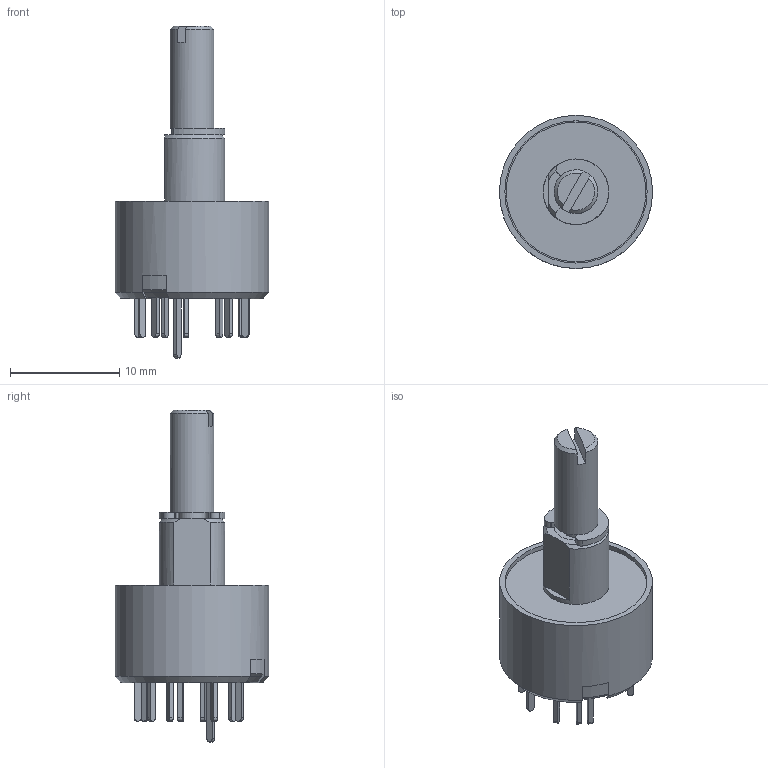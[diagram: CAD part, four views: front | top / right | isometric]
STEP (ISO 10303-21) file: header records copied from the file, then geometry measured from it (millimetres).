
FILE_DESCRIPTION (( 'STEP AP203' ), '1' );
FILE_NAME ('9ﾏ1ﾍ 23.STEP', '2020-01-16T00:46:32', ( '' ), ( '' ), 'SwSTEP 2.0', 'SolidWorks 2017', '' );
FILE_SCHEMA (( 'CONFIG_CONTROL_DESIGN' ));
Length unit declared in the file: millimetre
Products named in the file (20): ÌÏÍ3 10Ï âûâîä-oa7; 9ﾏ1ﾍ 23; ÔÈÌÄ-Ý.18.27 Óçåë ôèêñàöèè; ÌÏÍ3 Ïðóæèíêà Ô ïðÿìàÿ; ﾔﾈﾌﾄ-ﾝ.18.34 ﾂ琿_23; 扻錪犩 諘瀁謺鍷; ÌÏÍ3 10Ï îñíîâàíèå; ÌÏÍ3 ðîòîð 4Í; 扻豵鵨; �����_9�1�; 匀棠.754175.002 暑朦鲱 箫腩蝽栩咫铄; ÌÏÍ3 Êîíòàêò íà 180
Assembly tree (18 placements, depth 3):
  9ﾏ1ﾍ 23
    ÔÈÌÄ-Ý.18.27 Óçåë ôèêñàöèè
      扻豵鵨
      扻錪犩 諘瀁謺鍷
      匀棠.754175.002 暑朦鲱 箫腩蝽栩咫铄  x2
    �����_9�1�
      ÌÏÍ3 Êîíòàêò íà 180
      ÌÏÍ3 10Ï âûâîä-oa7
      ÌÏÍ3 10Ï îñíîâàíèå
      ÌÏÍ3 10Ï âûâîä-oa7
      ÌÏÍ3 10Ï âûâîä-oa7
      ÌÏÍ3 10Ï âûâîä-oa7
      ÌÏÍ3 10Ï âûâîä-oa7
      ÌÏÍ3 10Ï âûâîä-oa7
      ÌÏÍ3 10Ï âûâîä-oa7
      ÌÏÍ3 10Ï âûâîä-oa7
      ÌÏÍ3 10Ï âûâîä-oa7
    ﾔﾈﾌﾄ-ﾝ.18.34 ﾂ琿_23
  ÌÏÍ3 Ïðóæèíêà Ô ïðÿìàÿ
  ÌÏÍ3 ðîòîð 4Í
Bounding box: 14 x 14 x 30.35 mm (x, y, z)
Volume: 764.3 mm3; surface area: 2172.5 mm2
Topology: 16 solids, 16 shells, 224 faces, 515 edges, 343 vertices
Faces by surface type: plane 167, cylinder 34, cone 12, bspline 11
Full cylindrical faces by diameter (mm): 2.45 x2, 2.5 x1, 4 x5, 6 x1, 12.769 x2, 13 x1, 13.4 x2, 14 x1
Entity records: 8391 total; most frequent: CARTESIAN_POINT 1370, DIRECTION 1006, ORIENTED_EDGE 968, EDGE_CURVE 484, VECTOR 358, LINE 358, VERTEX_POINT 331, AXIS2_PLACEMENT_3D 324
